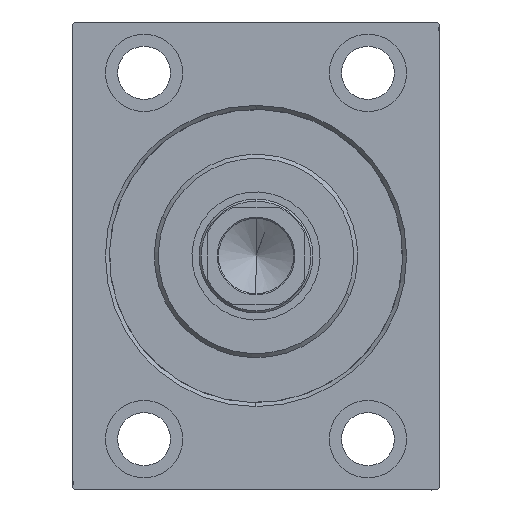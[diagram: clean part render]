
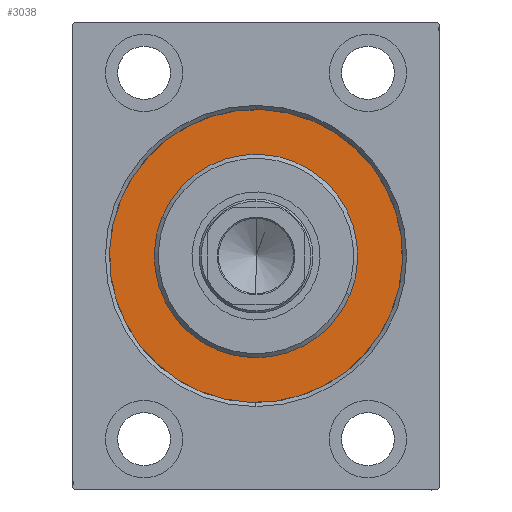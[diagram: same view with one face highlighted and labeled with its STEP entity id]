
A CAD part, left-side view. The second image highlights one B-rep face of the part: STEP entity #3038.
In plain terms, the highlighted face is planar.
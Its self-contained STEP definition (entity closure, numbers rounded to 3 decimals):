
#158 = CARTESIAN_POINT ( 'NONE',  ( 0., 0., 0. ) ) ;
#1029 = CIRCLE ( 'NONE', #44094, 25. ) ;
#2082 = CARTESIAN_POINT ( 'NONE',  ( 0., 0., 36. ) ) ;
#2143 = ORIENTED_EDGE ( 'NONE', *, *, #24167, .F. ) ;
#3038 = ADVANCED_FACE ( 'NONE', ( #42648, #22621 ), #12488, .F. ) ;
#6346 = DIRECTION ( 'NONE',  ( -1., 0., 0. ) ) ;
#7127 = DIRECTION ( 'NONE',  ( 1., 0., 0. ) ) ;
#8046 = VERTEX_POINT ( 'NONE', #15875 ) ;
#8360 = CARTESIAN_POINT ( 'NONE',  ( 0., 0., 0. ) ) ;
#11609 = CARTESIAN_POINT ( 'NONE',  ( 0., 0., 0. ) ) ;
#11616 = CARTESIAN_POINT ( 'NONE',  ( 0., 0., -25. ) ) ;
#11876 = AXIS2_PLACEMENT_3D ( 'NONE', #32148, #35966, #25194 ) ;
#12488 = PLANE ( 'NONE',  #13799 ) ;
#13799 = AXIS2_PLACEMENT_3D ( 'NONE', #11609, #25554, #39275 ) ;
#14032 = CIRCLE ( 'NONE', #11876, 25. ) ;
#14258 = CARTESIAN_POINT ( 'NONE',  ( 0., 0., -36. ) ) ;
#14885 = ORIENTED_EDGE ( 'NONE', *, *, #38651, .F. ) ;
#15076 = AXIS2_PLACEMENT_3D ( 'NONE', #37144, #6346, #20057 ) ;
#15751 = DIRECTION ( 'NONE',  ( -1., 0., 0. ) ) ;
#15875 = CARTESIAN_POINT ( 'NONE',  ( 0., 0., 25. ) ) ;
#16269 = EDGE_CURVE ( 'NONE', #8046, #32386, #14032, .T. ) ;
#19735 = ORIENTED_EDGE ( 'NONE', *, *, #16269, .F. ) ;
#20057 = DIRECTION ( 'NONE',  ( 0., 0., 1. ) ) ;
#22621 = FACE_OUTER_BOUND ( 'NONE', #38541, .T. ) ;
#24167 = EDGE_CURVE ( 'NONE', #40344, #32309, #35911, .T. ) ;
#25194 = DIRECTION ( 'NONE',  ( 0., 0., -1. ) ) ;
#25554 = DIRECTION ( 'NONE',  ( -1., 0., 0. ) ) ;
#27364 = AXIS2_PLACEMENT_3D ( 'NONE', #8360, #15751, #35999 ) ;
#27612 = DIRECTION ( 'NONE',  ( 0., 0., -1. ) ) ;
#30672 = EDGE_CURVE ( 'NONE', #32309, #40344, #31674, .T. ) ;
#30759 = ORIENTED_EDGE ( 'NONE', *, *, #30672, .F. ) ;
#31674 = CIRCLE ( 'NONE', #27364, 36. ) ;
#32148 = CARTESIAN_POINT ( 'NONE',  ( 0., 0., 0. ) ) ;
#32309 = VERTEX_POINT ( 'NONE', #14258 ) ;
#32386 = VERTEX_POINT ( 'NONE', #11616 ) ;
#35911 = CIRCLE ( 'NONE', #15076, 36. ) ;
#35966 = DIRECTION ( 'NONE',  ( 1., 0., 0. ) ) ;
#35999 = DIRECTION ( 'NONE',  ( 0., 0., 1. ) ) ;
#36448 = EDGE_LOOP ( 'NONE', ( #19735, #14885 ) ) ;
#37144 = CARTESIAN_POINT ( 'NONE',  ( 0., 0., 0. ) ) ;
#38541 = EDGE_LOOP ( 'NONE', ( #30759, #2143 ) ) ;
#38651 = EDGE_CURVE ( 'NONE', #32386, #8046, #1029, .T. ) ;
#39275 = DIRECTION ( 'NONE',  ( 0., 0., 1. ) ) ;
#40344 = VERTEX_POINT ( 'NONE', #2082 ) ;
#42648 = FACE_BOUND ( 'NONE', #36448, .T. ) ;
#44094 = AXIS2_PLACEMENT_3D ( 'NONE', #158, #7127, #27612 ) ;
